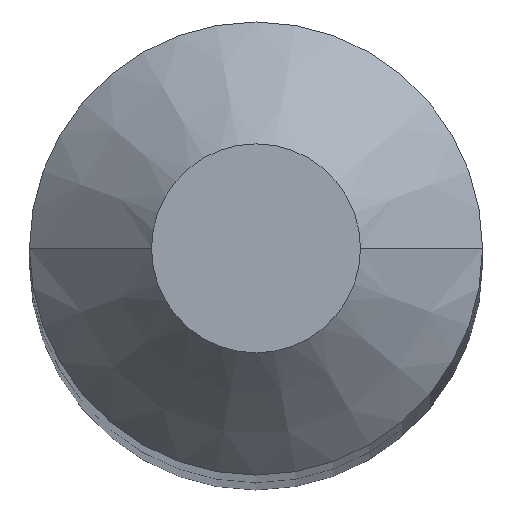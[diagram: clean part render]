
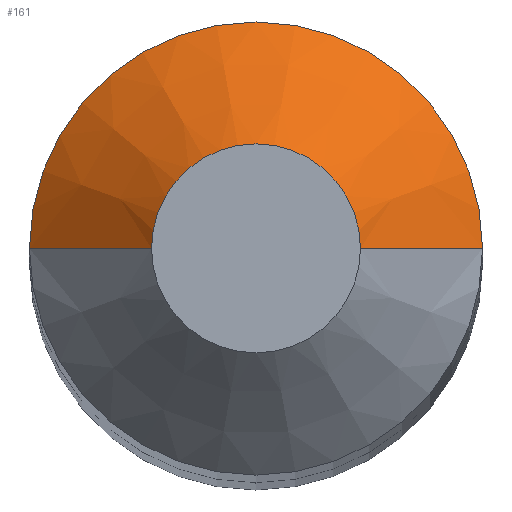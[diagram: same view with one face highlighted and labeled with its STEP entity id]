
A CAD part, top view. The second image highlights one B-rep face of the part: STEP entity #161.
In plain terms, the highlighted conical face has half-angle 45 degrees and reference radius 1.473 mm.
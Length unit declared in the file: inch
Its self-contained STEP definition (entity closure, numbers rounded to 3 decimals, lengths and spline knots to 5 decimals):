
#4 = ORIENTED_EDGE ( 'NONE', *, *, #231, .F. ) ;
#6 = VECTOR ( 'NONE', #119, 39.37008 ) ;
#16 = DIRECTION ( 'NONE',  ( -0.707, 0., -0.707 ) ) ;
#63 = DIRECTION ( 'NONE',  ( -1., 0., 0. ) ) ;
#67 = CARTESIAN_POINT ( 'NONE',  ( 0., 0., -0.03125 ) ) ;
#68 = VERTEX_POINT ( 'NONE', #143 ) ;
#72 = DIRECTION ( 'NONE',  ( 0., 0., -1. ) ) ;
#97 = DIRECTION ( 'NONE',  ( 1., 0., 0. ) ) ;
#100 = AXIS2_PLACEMENT_3D ( 'NONE', #390, #128, #339 ) ;
#114 = LINE ( 'NONE', #244, #6 ) ;
#119 = DIRECTION ( 'NONE',  ( 0.707, 0., -0.707 ) ) ;
#123 = DIRECTION ( 'NONE',  ( 0., 0., 1. ) ) ;
#128 = DIRECTION ( 'NONE',  ( 0., 0., 1. ) ) ;
#129 = CARTESIAN_POINT ( 'NONE',  ( -0.058, 0., -0.03125 ) ) ;
#131 = CONICAL_SURFACE ( 'NONE', #327, 0.058, 0.785 ) ;
#143 = CARTESIAN_POINT ( 'NONE',  ( 0.02675, 0., 0. ) ) ;
#161 = ADVANCED_FACE ( 'NONE', ( #204 ), #131, .T. ) ;
#188 = EDGE_CURVE ( 'NONE', #68, #375, #114, .T. ) ;
#204 = FACE_OUTER_BOUND ( 'NONE', #277, .T. ) ;
#209 = CARTESIAN_POINT ( 'NONE',  ( 0.058, 0., -0.03125 ) ) ;
#231 = EDGE_CURVE ( 'NONE', #369, #377, #383, .T. ) ;
#244 = CARTESIAN_POINT ( 'NONE',  ( 0.058, 0., -0.03125 ) ) ;
#248 = EDGE_CURVE ( 'NONE', #375, #377, #365, .T. ) ;
#263 = ORIENTED_EDGE ( 'NONE', *, *, #188, .T. ) ;
#277 = EDGE_LOOP ( 'NONE', ( #288, #263, #313, #4 ) ) ;
#278 = CARTESIAN_POINT ( 'NONE',  ( -0.02675, 0., 0. ) ) ;
#288 = ORIENTED_EDGE ( 'NONE', *, *, #303, .F. ) ;
#295 = VECTOR ( 'NONE', #16, 39.37008 ) ;
#303 = EDGE_CURVE ( 'NONE', #68, #369, #328, .T. ) ;
#313 = ORIENTED_EDGE ( 'NONE', *, *, #248, .T. ) ;
#327 = AXIS2_PLACEMENT_3D ( 'NONE', #341, #72, #63 ) ;
#328 = CIRCLE ( 'NONE', #100, 0.02675 ) ;
#339 = DIRECTION ( 'NONE',  ( 1., 0., 0. ) ) ;
#341 = CARTESIAN_POINT ( 'NONE',  ( 0., 0., -0.03125 ) ) ;
#351 = CARTESIAN_POINT ( 'NONE',  ( -0.058, 0., -0.03125 ) ) ;
#365 = CIRCLE ( 'NONE', #379, 0.058 ) ;
#369 = VERTEX_POINT ( 'NONE', #278 ) ;
#375 = VERTEX_POINT ( 'NONE', #209 ) ;
#377 = VERTEX_POINT ( 'NONE', #129 ) ;
#379 = AXIS2_PLACEMENT_3D ( 'NONE', #67, #123, #97 ) ;
#383 = LINE ( 'NONE', #351, #295 ) ;
#390 = CARTESIAN_POINT ( 'NONE',  ( 0., 0., 0. ) ) ;
